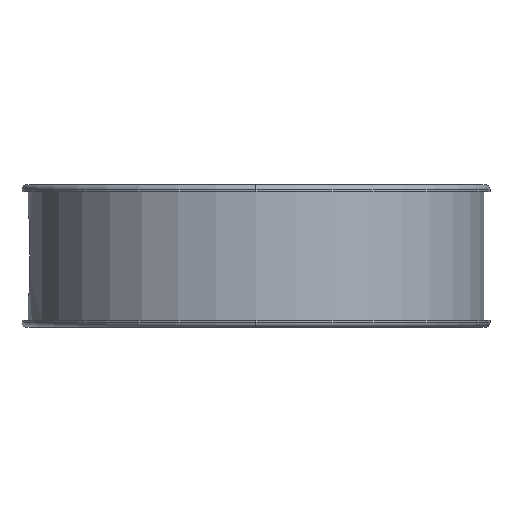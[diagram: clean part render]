
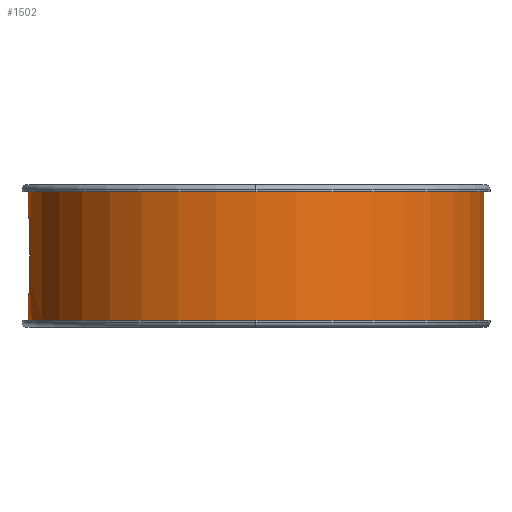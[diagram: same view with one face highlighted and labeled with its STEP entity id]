
A CAD part, left-side view. The second image highlights one B-rep face of the part: STEP entity #1502.
In plain terms, the highlighted cylindrical face has radius 45.72 mm (diameter 91.44 mm), a partial arc.
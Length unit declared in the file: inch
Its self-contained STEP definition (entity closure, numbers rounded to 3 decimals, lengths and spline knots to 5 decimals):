
#59 = VECTOR ( 'NONE', #1683, 39.37008 ) ;
#127 = CARTESIAN_POINT ( 'NONE',  ( 0., 1.8, 0.3725 ) ) ;
#157 = CARTESIAN_POINT ( 'NONE',  ( -0.19919, 1.78895, 0.48111 ) ) ;
#178 = CARTESIAN_POINT ( 'NONE',  ( 0., 0., 1.19625 ) ) ;
#181 = CARTESIAN_POINT ( 'NONE',  ( -0.09142, 1.7977, 0.37331 ) ) ;
#252 = DIRECTION ( 'NONE',  ( 0., 0., 1. ) ) ;
#401 = CARTESIAN_POINT ( 'NONE',  ( -0.10734, 1.79681, 0.99852 ) ) ;
#610 = VERTEX_POINT ( 'NONE', #2488 ) ;
#614 = CARTESIAN_POINT ( 'NONE',  ( -0.1936, 1.78956, 0.45718 ) ) ;
#638 = DIRECTION ( 'NONE',  ( 0., 1., 0. ) ) ;
#641 = CARTESIAN_POINT ( 'NONE',  ( -0.075, 1.79844, 0.3725 ) ) ;
#660 = LINE ( 'NONE', #3211, #5316 ) ;
#668 = CARTESIAN_POINT ( 'NONE',  ( -0.2, 1.78885, 0.75 ) ) ;
#851 = CARTESIAN_POINT ( 'NONE',  ( -0.13039, 1.79529, 0.98986 ) ) ;
#863 = DIRECTION ( 'NONE',  ( 0., 0., -1. ) ) ;
#940 = DIRECTION ( 'NONE',  ( 0., 0., -1. ) ) ;
#951 = ORIENTED_EDGE ( 'NONE', *, *, #2617, .T. ) ;
#996 = LINE ( 'NONE', #668, #3405 ) ;
#1062 = CIRCLE ( 'NONE', #1709, 1.8 ) ;
#1074 = CARTESIAN_POINT ( 'NONE',  ( -0.18349, 1.79063, 0.43487 ) ) ;
#1188 = EDGE_CURVE ( 'NONE', #2177, #610, #3945, .T. ) ;
#1228 = CARTESIAN_POINT ( 'NONE',  ( 0., 1.8, 0.75 ) ) ;
#1245 = VERTEX_POINT ( 'NONE', #4347 ) ;
#1283 = VERTEX_POINT ( 'NONE', #3931 ) ;
#1302 = CARTESIAN_POINT ( 'NONE',  ( -0.15114, 1.79366, 0.97697 ) ) ;
#1321 = CYLINDRICAL_SURFACE ( 'NONE', #5425, 1.8 ) ;
#1349 = ORIENTED_EDGE ( 'NONE', *, *, #4973, .T. ) ;
#1476 = CARTESIAN_POINT ( 'NONE',  ( 0., 1.8, 1.0025 ) ) ;
#1502 = ADVANCED_FACE ( 'NONE', ( #4929 ), #1321, .T. ) ;
#1520 = CARTESIAN_POINT ( 'NONE',  ( -0.16915, 1.79204, 0.41487 ) ) ;
#1652 = DIRECTION ( 'NONE',  ( 0., 0., -1. ) ) ;
#1658 = EDGE_CURVE ( 'NONE', #5277, #1245, #4368, .T. ) ;
#1683 = DIRECTION ( 'NONE',  ( 0., 0., -1. ) ) ;
#1709 = AXIS2_PLACEMENT_3D ( 'NONE', #178, #3329, #638 ) ;
#1759 = CARTESIAN_POINT ( 'NONE',  ( -0.16909, 1.79205, 0.9602 ) ) ;
#1978 = CARTESIAN_POINT ( 'NONE',  ( -0.15135, 1.79364, 0.39818 ) ) ;
#1988 = EDGE_CURVE ( 'NONE', #610, #3449, #5391, .T. ) ;
#1994 = DIRECTION ( 'NONE',  ( 0., 0., -1. ) ) ;
#2010 = ORIENTED_EDGE ( 'NONE', *, *, #5049, .T. ) ;
#2177 = VERTEX_POINT ( 'NONE', #1476 ) ;
#2191 = CARTESIAN_POINT ( 'NONE',  ( -0.08326, 1.79809, 1.0025 ) ) ;
#2207 = CARTESIAN_POINT ( 'NONE',  ( -0.18341, 1.79064, 0.94027 ) ) ;
#2276 = CARTESIAN_POINT ( 'NONE',  ( 0., -1.8, 1.19625 ) ) ;
#2405 = CARTESIAN_POINT ( 'NONE',  ( -0.2, 1.78885, 0.4975 ) ) ;
#2424 = CARTESIAN_POINT ( 'NONE',  ( -0.13044, 1.79528, 0.38517 ) ) ;
#2431 = AXIS2_PLACEMENT_3D ( 'NONE', #3638, #940, #4104 ) ;
#2470 = LINE ( 'NONE', #1228, #59 ) ;
#2488 = CARTESIAN_POINT ( 'NONE',  ( -0.075, 1.79844, 1.0025 ) ) ;
#2521 = VERTEX_POINT ( 'NONE', #4537 ) ;
#2617 = EDGE_CURVE ( 'NONE', #1283, #2177, #660, .T. ) ;
#2664 = ORIENTED_EDGE ( 'NONE', *, *, #5644, .F. ) ;
#2667 = CARTESIAN_POINT ( 'NONE',  ( -0.19667, 1.78923, 0.91045 ) ) ;
#2751 = CARTESIAN_POINT ( 'NONE',  ( -0.2, 1.78885, 0.8775 ) ) ;
#2759 = VERTEX_POINT ( 'NONE', #4709 ) ;
#2777 = EDGE_CURVE ( 'NONE', #3449, #3502, #996, .T. ) ;
#2867 = ORIENTED_EDGE ( 'NONE', *, *, #1188, .T. ) ;
#2884 = CARTESIAN_POINT ( 'NONE',  ( -0.10756, 1.7968, 0.37654 ) ) ;
#2951 = CARTESIAN_POINT ( 'NONE',  ( 0., 0., 1.0025 ) ) ;
#2980 = ORIENTED_EDGE ( 'NONE', *, *, #4848, .T. ) ;
#2992 = VERTEX_POINT ( 'NONE', #127 ) ;
#3102 = CARTESIAN_POINT ( 'NONE',  ( -0.09137, 1.7977, 1.00169 ) ) ;
#3125 = CARTESIAN_POINT ( 'NONE',  ( -0.2, 1.78885, 0.8775 ) ) ;
#3160 = VECTOR ( 'NONE', #863, 39.37008 ) ;
#3211 = CARTESIAN_POINT ( 'NONE',  ( 0., 1.8, 0.75 ) ) ;
#3310 = CARTESIAN_POINT ( 'NONE',  ( -0.19601, 1.7893, 0.46513 ) ) ;
#3329 = DIRECTION ( 'NONE',  ( 0., 0., -1. ) ) ;
#3332 = CARTESIAN_POINT ( 'NONE',  ( -0.08326, 1.79809, 0.3725 ) ) ;
#3382 = CIRCLE ( 'NONE', #2431, 1.8 ) ;
#3403 = DIRECTION ( 'NONE',  ( 0., -1., 0. ) ) ;
#3405 = VECTOR ( 'NONE', #3819, 39.37008 ) ;
#3449 = VERTEX_POINT ( 'NONE', #2751 ) ;
#3502 = VERTEX_POINT ( 'NONE', #5046 ) ;
#3550 = CARTESIAN_POINT ( 'NONE',  ( -0.11527, 1.79632, 0.99612 ) ) ;
#3638 = CARTESIAN_POINT ( 'NONE',  ( 0., 0., 0.17875 ) ) ;
#3767 = CARTESIAN_POINT ( 'NONE',  ( -0.18733, 1.79023, 0.44205 ) ) ;
#3819 = DIRECTION ( 'NONE',  ( 0., 0., -1. ) ) ;
#3886 = EDGE_CURVE ( 'NONE', #3502, #2759, #4200, .T. ) ;
#3890 = CARTESIAN_POINT ( 'NONE',  ( 0., -1.8, 0.75 ) ) ;
#3931 = CARTESIAN_POINT ( 'NONE',  ( 0., 1.8, 1.19625 ) ) ;
#3945 = CIRCLE ( 'NONE', #4335, 1.8 ) ;
#3967 = ORIENTED_EDGE ( 'NONE', *, *, #1988, .T. ) ;
#4005 = CARTESIAN_POINT ( 'NONE',  ( -0.13756, 1.79475, 0.98602 ) ) ;
#4085 = ORIENTED_EDGE ( 'NONE', *, *, #1658, .F. ) ;
#4104 = DIRECTION ( 'NONE',  ( 0., 1., 0. ) ) ;
#4138 = ORIENTED_EDGE ( 'NONE', *, *, #3886, .T. ) ;
#4200 = B_SPLINE_CURVE_WITH_KNOTS ( 'NONE', 3,
 ( #2405, #5118, #157, #3310, #614, #3767, #1074, #4224, #1520, #4688, #1978, #5143, #2424, #5588, #2884, #181, #3332, #641 ),
 .UNSPECIFIED., .F., .F.,
 ( 4, 2, 2, 2, 2, 2, 2, 2, 4 ),
 ( 0., 0.00062, 0.00124, 0.00186, 0.00248, 0.0031, 0.00372, 0.00435, 0.00497 ),
 .UNSPECIFIED. ) ;
#4224 = CARTESIAN_POINT ( 'NONE',  ( -0.17442, 1.79154, 0.42129 ) ) ;
#4335 = AXIS2_PLACEMENT_3D ( 'NONE', #2951, #252, #3403 ) ;
#4343 = CARTESIAN_POINT ( 'NONE',  ( 0., 0., 0.3725 ) ) ;
#4347 = CARTESIAN_POINT ( 'NONE',  ( 0., -1.8, 0.17875 ) ) ;
#4368 = LINE ( 'NONE', #3890, #3160 ) ;
#4416 = AXIS2_PLACEMENT_3D ( 'NONE', #4343, #1652, #4802 ) ;
#4458 = CARTESIAN_POINT ( 'NONE',  ( -0.15756, 1.7931, 0.97171 ) ) ;
#4537 = CARTESIAN_POINT ( 'NONE',  ( 0., 1.8, 0.17875 ) ) ;
#4679 = DIRECTION ( 'NONE',  ( 0., 1., 0. ) ) ;
#4688 = CARTESIAN_POINT ( 'NONE',  ( -0.15763, 1.79309, 0.40335 ) ) ;
#4697 = CARTESIAN_POINT ( 'NONE',  ( 0., 0., 0.75 ) ) ;
#4709 = CARTESIAN_POINT ( 'NONE',  ( -0.075, 1.79844, 0.3725 ) ) ;
#4724 = ORIENTED_EDGE ( 'NONE', *, *, #2777, .T. ) ;
#4802 = DIRECTION ( 'NONE',  ( 0., 1., 0. ) ) ;
#4848 = EDGE_CURVE ( 'NONE', #5277, #1283, #1062, .T. ) ;
#4912 = CARTESIAN_POINT ( 'NONE',  ( -0.17426, 1.79155, 0.95391 ) ) ;
#4929 = FACE_OUTER_BOUND ( 'NONE', #5388, .T. ) ;
#4973 = EDGE_CURVE ( 'NONE', #2759, #2992, #5167, .T. ) ;
#5041 = DIRECTION ( 'NONE',  ( 0., 0., -1. ) ) ;
#5046 = CARTESIAN_POINT ( 'NONE',  ( -0.2, 1.78885, 0.4975 ) ) ;
#5049 = EDGE_CURVE ( 'NONE', #2992, #2521, #2470, .T. ) ;
#5118 = CARTESIAN_POINT ( 'NONE',  ( -0.2, 1.78885, 0.48924 ) ) ;
#5143 = CARTESIAN_POINT ( 'NONE',  ( -0.1377, 1.79474, 0.38905 ) ) ;
#5167 = CIRCLE ( 'NONE', #4416, 1.8 ) ;
#5277 = VERTEX_POINT ( 'NONE', #2276 ) ;
#5316 = VECTOR ( 'NONE', #5041, 39.37008 ) ;
#5352 = CARTESIAN_POINT ( 'NONE',  ( -0.075, 1.79844, 1.0025 ) ) ;
#5373 = CARTESIAN_POINT ( 'NONE',  ( -0.1873, 1.79023, 0.933 ) ) ;
#5388 = EDGE_LOOP ( 'NONE', ( #4085, #2980, #951, #2867, #3967, #4724, #4138, #1349, #2010, #2664 ) ) ;
#5391 = B_SPLINE_CURVE_WITH_KNOTS ( 'NONE', 3,
 ( #5352, #2191, #3102, #401, #3550, #851, #4005, #1302, #4458, #1759, #4912, #2207, #5373, #2667, #5816, #3125 ),
 .UNSPECIFIED., .F., .F.,
 ( 4, 2, 2, 2, 2, 2, 2, 4 ),
 ( 0., 0.00062, 0.00124, 0.00186, 0.00248, 0.0031, 0.00372, 0.00497 ),
 .UNSPECIFIED. ) ;
#5425 = AXIS2_PLACEMENT_3D ( 'NONE', #4697, #1994, #4679 ) ;
#5588 = CARTESIAN_POINT ( 'NONE',  ( -0.11542, 1.79631, 0.37894 ) ) ;
#5644 = EDGE_CURVE ( 'NONE', #1245, #2521, #3382, .T. ) ;
#5816 = CARTESIAN_POINT ( 'NONE',  ( -0.2, 1.78885, 0.89403 ) ) ;
